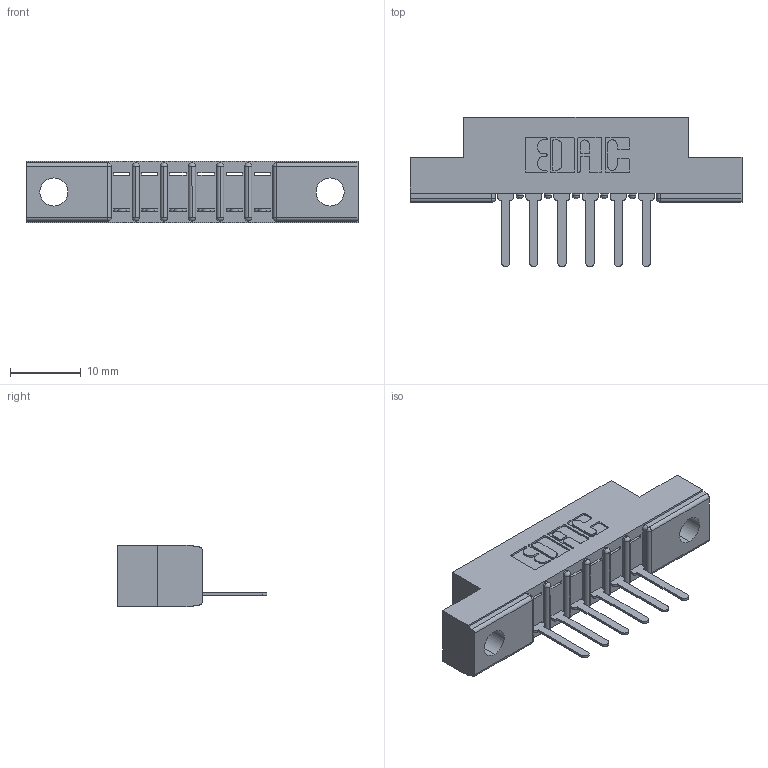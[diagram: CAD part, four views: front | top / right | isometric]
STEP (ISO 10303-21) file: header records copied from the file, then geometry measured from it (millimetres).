
FILE_DESCRIPTION (( 'STEP AP203' ), '1' );
FILE_NAME ('357-006-527-104.STEP', '2019-09-13T17:48:56', ( '' ), ( '' ), 'SwSTEP 2.0', 'SolidWorks 2016', '' );
FILE_SCHEMA (( 'CONFIG_CONTROL_DESIGN' ));
Length unit declared in the file: inch
Products named in the file (3): 357-006-527-104; 307 Part_.156 Dia Mounting Holes; 307-290-001_527
Assembly tree (7 placements, depth 2):
  357-006-527-104
    307 Part_.156 Dia Mounting Holes
    307-290-001_527  x6
Bounding box: 46.79 x 21.11 x 8.71 mm (x, y, z)
Volume: 2891.7 mm3; surface area: 3772.2 mm2
Topology: 7 solids, 7 shells, 475 faces, 1331 edges, 858 vertices
Faces by surface type: plane 306, cylinder 155, sphere 14
Entity records: 9968 total; most frequent: CARTESIAN_POINT 1670, ORIENTED_EDGE 1654, DIRECTION 1637, EDGE_CURVE 827, LINE 627, VECTOR 627, VERTEX_POINT 538, AXIS2_PLACEMENT_3D 505
